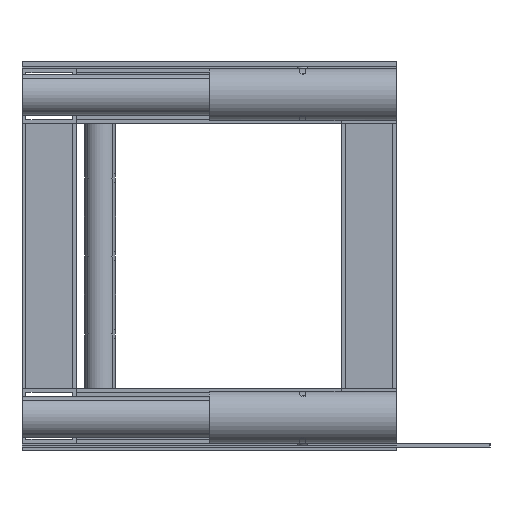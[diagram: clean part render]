
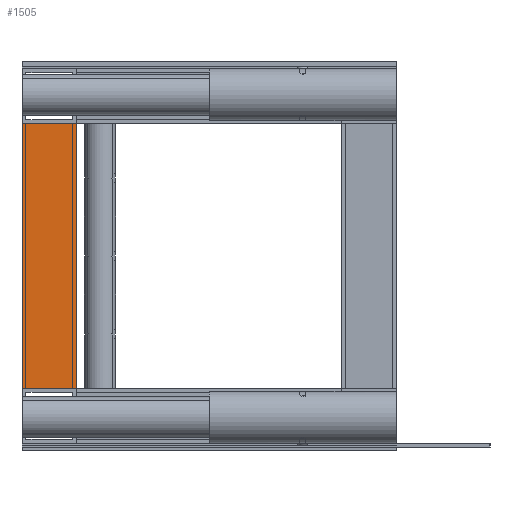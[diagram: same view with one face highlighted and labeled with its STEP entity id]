
A CAD part, left-side view. The second image highlights one B-rep face of the part: STEP entity #1505.
In plain terms, the highlighted planar face has unit normal (-1, 0, 0).
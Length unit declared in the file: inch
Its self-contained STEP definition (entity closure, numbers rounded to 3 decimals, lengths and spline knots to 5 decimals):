
#374=FACE_OUTER_BOUND('',#475,.T.);
#475=EDGE_LOOP('',(#1216,#1217,#1218,#1219));
#631=LINE('',#2680,#739);
#637=LINE('',#2694,#745);
#645=LINE('',#2708,#753);
#647=LINE('',#2712,#755);
#739=VECTOR('',#2106,39.37008);
#745=VECTOR('',#2114,39.37008);
#753=VECTOR('',#2124,39.37008);
#755=VECTOR('',#2130,39.37008);
#843=VERTEX_POINT('',#2674);
#845=VERTEX_POINT('',#2678);
#851=VERTEX_POINT('',#2691);
#852=VERTEX_POINT('',#2693);
#983=EDGE_CURVE('',#843,#845,#631,.T.);
#989=EDGE_CURVE('',#851,#852,#637,.T.);
#997=EDGE_CURVE('',#843,#851,#645,.T.);
#999=EDGE_CURVE('',#845,#852,#647,.T.);
#1216=ORIENTED_EDGE('',*,*,#989,.F.);
#1217=ORIENTED_EDGE('',*,*,#997,.F.);
#1218=ORIENTED_EDGE('',*,*,#983,.T.);
#1219=ORIENTED_EDGE('',*,*,#999,.T.);
#1443=PLANE('',#1871);
#1505=ADVANCED_FACE('',(#374),#1443,.T.);
#1871=AXIS2_PLACEMENT_3D('',#2713,#2131,#2132);
#2106=DIRECTION('',(0.,0.,-1.));
#2114=DIRECTION('',(0.,0.,-1.));
#2124=DIRECTION('',(0.,-1.,0.));
#2130=DIRECTION('',(0.,-1.,0.));
#2131=DIRECTION('center_axis',(-1.,0.,0.));
#2132=DIRECTION('ref_axis',(0.,0.,1.));
#2674=CARTESIAN_POINT('',(0.,10.25,0.));
#2678=CARTESIAN_POINT('',(0.,10.25,-1.75));
#2680=CARTESIAN_POINT('',(0.,10.25,-0.875));
#2691=CARTESIAN_POINT('',(0.,1.75,0.));
#2693=CARTESIAN_POINT('',(0.,1.75,-1.75));
#2694=CARTESIAN_POINT('',(0.,1.75,-0.875));
#2708=CARTESIAN_POINT('',(0.,10.25,0.));
#2712=CARTESIAN_POINT('',(0.,10.25,-1.75));
#2713=CARTESIAN_POINT('Origin',(0.,10.25,-0.875));
